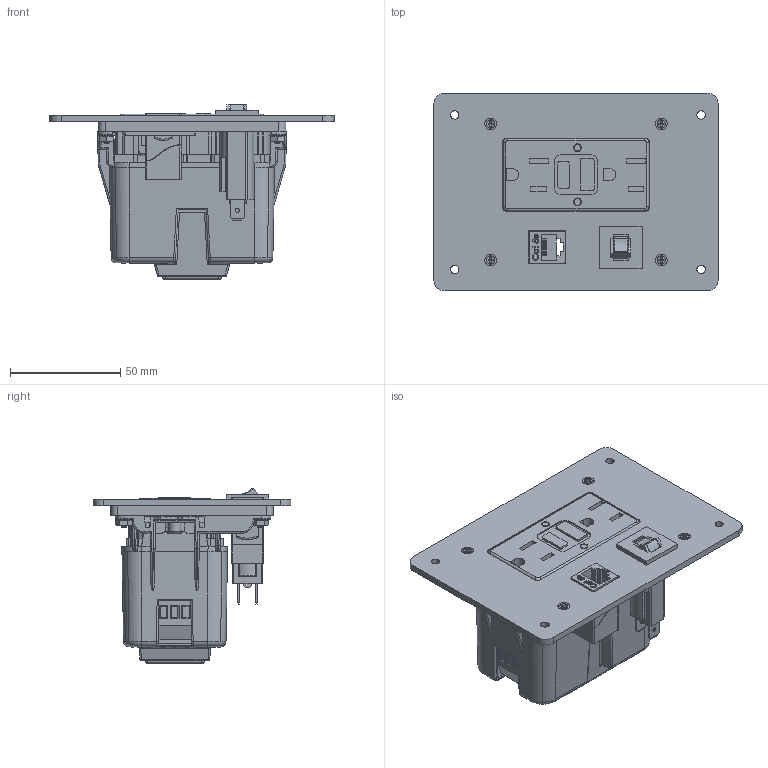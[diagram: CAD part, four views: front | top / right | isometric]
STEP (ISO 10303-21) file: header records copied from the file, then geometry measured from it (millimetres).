
FILE_DESCRIPTION (( 'STEP AP203' ), '1' );
FILE_NAME ('P-R2-K1RF3_3D.STEP', '2021-11-03T16:15:42', ( '' ), ( '' ), 'SwSTEP 2.0', 'SolidWorks 2019', '' );
FILE_SCHEMA (( 'CONFIG_CONTROL_DESIGN' ));
Length unit declared in the file: millimetre
Products named in the file (14): Z-300-RJ45CAT5; Z-200-OTLT-GFIH-15A_sheared; P-R2-K1RF3_FP120_1; RF; Z-002-4401_4HN_90675A005; Z-120-RIOF-SHELL; P-R2-K1RF3_BP180_1; P-R2-K1RF3_TP060_1; R2; P-R2-K1RF3_3D; Z-CB-SM; Z-200-OTLT-RIOF-15A; CBX; 4-40 half inch flathead _90273A110
Assembly tree (19 placements, depth 4):
  P-R2-K1RF3_3D
    P-R2-K1RF3_FP120_1
    P-R2-K1RF3_BP180_1
    P-R2-K1RF3_TP060_1
    RF
      Z-200-OTLT-RIOF-15A
        Z-120-RIOF-SHELL
        Z-200-OTLT-GFIH-15A_sheared
    4-40 half inch flathead _90273A110  x4
    Z-002-4401_4HN_90675A005  x4
    R2
      Z-300-RJ45CAT5
    CBX
      Z-CB-SM
Bounding box: 129.03 x 89.92 x 79.4 mm (x, y, z)
Volume: 195299.7 mm3; surface area: 121332.9 mm2
Topology: 30 solids, 36 shells, 5115 faces, 13276 edges, 8368 vertices
Faces by surface type: plane 2087, cylinder 1409, bspline 1278, cone 234, torus 57, sphere 50
Entity records: 198415 total; most frequent: CARTESIAN_POINT 97946, ORIENTED_EDGE 23320, DIRECTION 16058, EDGE_CURVE 11660, VERTEX_POINT 7312, VECTOR 6762, LINE 6762, EDGE_LOOP 4904
